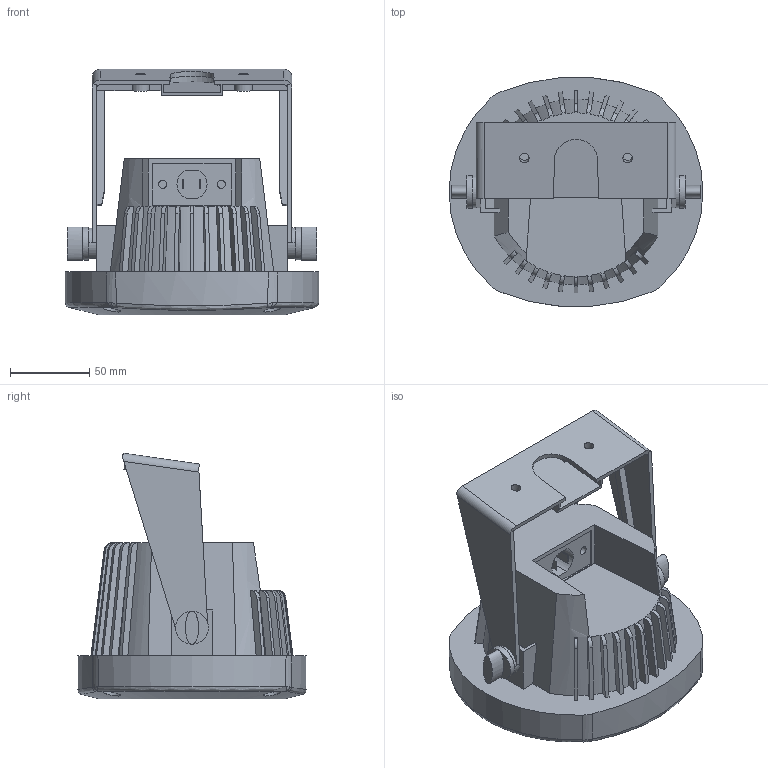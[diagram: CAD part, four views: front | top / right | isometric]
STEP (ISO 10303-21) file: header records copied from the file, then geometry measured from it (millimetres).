
FILE_DESCRIPTION(/* description */ (''),/* implementation_level */ '2;1');
FILE_NAME(/* name */ '50366 LunaAqua 10 LED.stp',/* time_stamp */ '2017-09-26T09:47:21+02:00',/* author */ ('guzb562'),/* organization */ (''),/* preprocessor_version */ 'ST-DEVELOPER v16.1',/* originating_system */ 'Autodesk Inventor 2016',/* authorisation */ '');
FILE_SCHEMA (('AUTOMOTIVE_DESIGN { 1 0 10303 214 3 1 1 }'));
Length unit declared in the file: millimetre
Products named in the file (3): 50366_Bügel_; 50366_LunAqua 10 LED; 50366 LunaAqua 10 LED
Assembly tree (2 placements, depth 2):
  50366 LunaAqua 10 LED
    50366_Bügel_
    50366_LunAqua 10 LED
Bounding box: 160.02 x 144.27 x 154.86 mm (x, y, z)
Volume: 1010050.7 mm3; surface area: 139295.2 mm2
Topology: 2 solids, 2 shells, 1305 faces, 3406 edges, 2289 vertices
Faces by surface type: plane 1049, cylinder 177, bspline 42, cone 33, torus 4
Full cylindrical faces by diameter (mm): 5 x124, 5.2 x2, 6 x2, 7.632 x4, 15.621 x2, 20.693 x2, 111.339 x1
Entity records: 40128 total; most frequent: CARTESIAN_POINT 8523, ORIENTED_EDGE 6472, DIRECTION 6128, EDGE_CURVE 3236, LINE 2654, VECTOR 2654, VERTEX_POINT 2241, AXIS2_PLACEMENT_3D 1737
